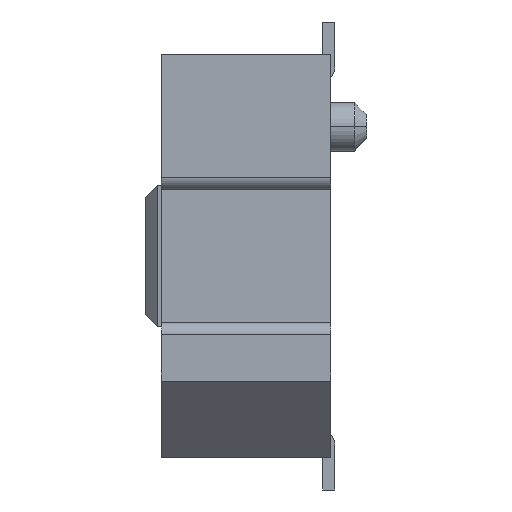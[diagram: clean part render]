
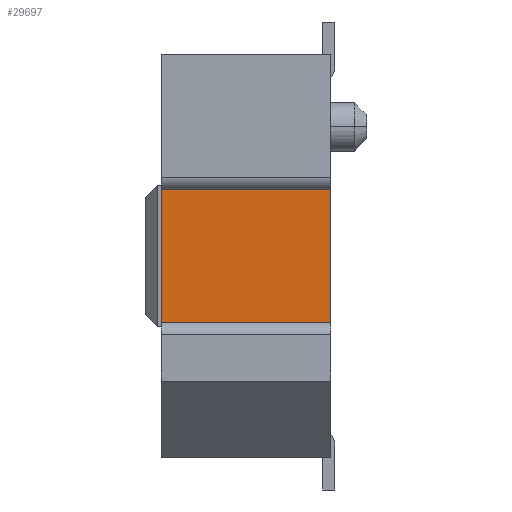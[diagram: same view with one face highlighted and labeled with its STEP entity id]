
A CAD part, left-side view. The second image highlights one B-rep face of the part: STEP entity #29697.
In plain terms, the highlighted planar face has unit normal (-1, 0, 0).
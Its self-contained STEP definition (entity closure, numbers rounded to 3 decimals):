
#1041=DIRECTION('',(0.,-1.,0.));
#1042=VECTOR('',#1041,2.1);
#1043=CARTESIAN_POINT('',(-6.45,2.1,-0.825));
#1044=LINE('',#1043,#1042);
#1049=DIRECTION('',(0.,0.,-1.));
#1050=VECTOR('',#1049,1.65);
#1051=CARTESIAN_POINT('',(-6.45,0.,0.825));
#1052=LINE('',#1051,#1050);
#1053=DIRECTION('',(0.,0.,1.));
#1054=VECTOR('',#1053,1.65);
#1055=CARTESIAN_POINT('',(-6.45,2.1,-0.825));
#1056=LINE('',#1055,#1054);
#1057=DIRECTION('',(0.,1.,0.));
#1058=VECTOR('',#1057,2.1);
#1059=CARTESIAN_POINT('',(-6.45,0.,0.825));
#1060=LINE('',#1059,#1058);
#23627=CARTESIAN_POINT('',(-6.45,0.,0.825));
#23628=VERTEX_POINT('',#23627);
#23629=CARTESIAN_POINT('',(-6.45,0.,-0.825));
#23630=VERTEX_POINT('',#23629);
#24813=CARTESIAN_POINT('',(-6.45,2.1,0.825));
#24814=VERTEX_POINT('',#24813);
#24815=CARTESIAN_POINT('',(-6.45,2.1,-0.825));
#24816=VERTEX_POINT('',#24815);
#29685=CARTESIAN_POINT('',(-6.45,1.05,0.));
#29686=DIRECTION('',(1.,0.,0.));
#29687=DIRECTION('',(0.,0.,-1.));
#29688=AXIS2_PLACEMENT_3D('',#29685,#29686,#29687);
#29689=PLANE('',#29688);
#29690=ORIENTED_EDGE('',*,*,#29619,.T.);
#29691=ORIENTED_EDGE('',*,*,#29678,.F.);
#29692=ORIENTED_EDGE('',*,*,#29490,.T.);
#29694=ORIENTED_EDGE('',*,*,#29693,.F.);
#29695=EDGE_LOOP('',(#29690,#29691,#29692,#29694));
#29696=FACE_OUTER_BOUND('',#29695,.F.);
#29697=ADVANCED_FACE('',(#29696),#29689,.F.);
#29490=EDGE_CURVE('',#24816,#24814,#1056,.T.);
#29619=EDGE_CURVE('',#23628,#23630,#1052,.T.);
#29678=EDGE_CURVE('',#24816,#23630,#1044,.T.);
#29693=EDGE_CURVE('',#23628,#24814,#1060,.T.);
